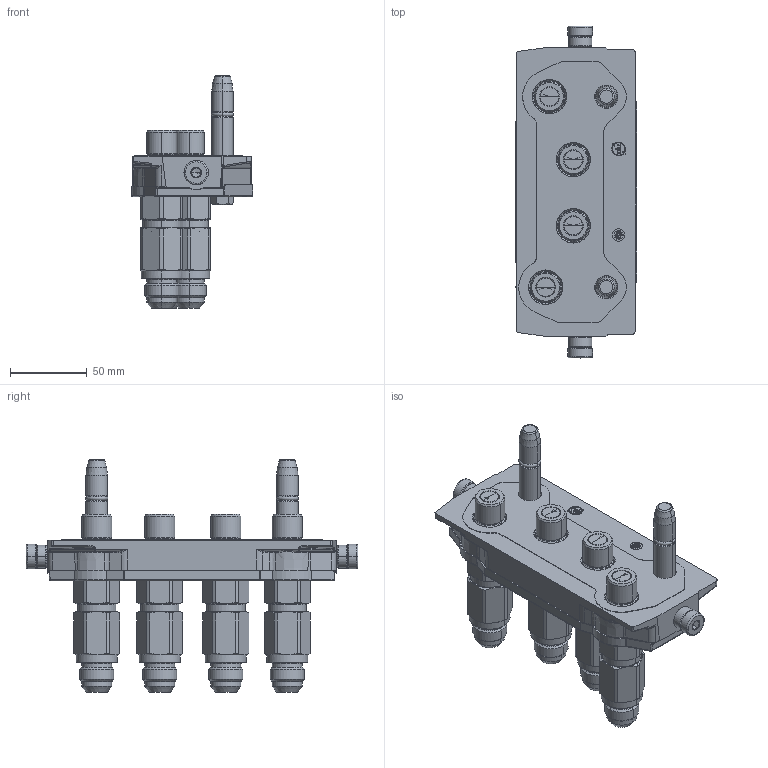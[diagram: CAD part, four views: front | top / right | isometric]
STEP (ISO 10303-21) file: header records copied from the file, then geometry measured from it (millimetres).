
FILE_DESCRIPTION (( 'STEP AP214' ), '1' );
FILE_NAME ('FASTER.step', '2023-04-10T20:47:13', ( '' ), ( '' ), 'SwSTEP 2.0', 'SolidWorks 2017', '' );
FILE_SCHEMA (( 'AUTOMOTIVE_DESIGN' ));
Length unit declared in the file: millimetre
Products named in the file (12): 3ffnp3813_58sm; 4830_028_1000_002; PS06_M_BASE; 4832_010_0001_000; 1540_080_0008_000; 4800_315_0002_000; or2_62x9_19_m; 4830_021_0000_000; FASTER; 4830_013_3000_020; et002
Assembly tree (19 placements, depth 3):
  FASTER
    PS06_M_BASE
      4832_010_0001_000
      1540_080_0008_000  x2
      4830_013_3000_020  x2
      4830_028_1000_002  x2
      4830_021_0000_000  x2
      4800_315_0002_000
      or2_62x9_19_m  x2
    3ffnp3813_58sm  x4
      3ffnp3813_58sm
    et002
Bounding box: 79.23 x 216 x 151.3 mm (x, y, z)
Volume: 12527.4 mm3; surface area: 167312.2 mm2
Topology: 6 solids, 57 shells, 4400 faces, 11754 edges, 7503 vertices
Faces by surface type: plane 2332, cylinder 819, bspline 591, cone 406, torus 210, sphere 42
Entity records: 161588 total; most frequent: CARTESIAN_POINT 71422, ORIENTED_EDGE 19336, DIRECTION 15700, EDGE_CURVE 9785, LINE 6370, VECTOR 6370, VERTEX_POINT 6193, AXIS2_PLACEMENT_3D 4665
